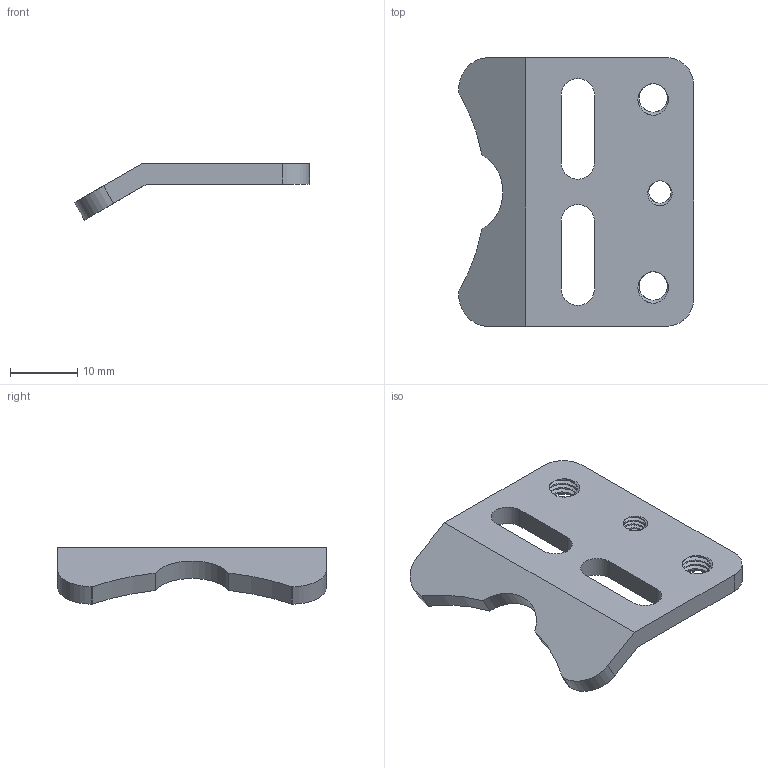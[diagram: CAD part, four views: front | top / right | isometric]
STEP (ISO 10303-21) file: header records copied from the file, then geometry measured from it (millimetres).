
FILE_DESCRIPTION(/* description */ (''),/* implementation_level */ '2;1');
FILE_NAME(/* name */ 'Bloc-Haut-2.step',/* time_stamp */ '2022-01-04T18:35:15+01:00',/* author */ (''),/* organization */ (''),/* preprocessor_version */ 'ST-DEVELOPER v18.1',/* originating_system */ 'Autodesk Translation Framework v10.10.0.1391',/* authorisation */ '');
FILE_SCHEMA (('AUTOMOTIVE_DESIGN { 1 0 10303 214 3 1 1 }'));
Length unit declared in the file: millimetre
Products named in the file (1): Bloc-Haut
Bounding box: 35 x 40 x 8.37 mm (x, y, z)
Volume: 3335 mm3; surface area: 3082.9 mm2
Topology: 1 solids, 1 shells, 61 faces, 177 edges, 118 vertices
Faces by surface type: cylinder 42, plane 13, bspline 6
Full cylindrical faces by diameter (mm): 3.332 x2, 4.109 x1, 4.234 x4, 5.12 x2
Entity records: 4394 total; most frequent: CARTESIAN_POINT 2850, ORIENTED_EDGE 354, DIRECTION 255, EDGE_CURVE 177, VERTEX_POINT 118, AXIS2_PLACEMENT_3D 93, EDGE_LOOP 71, B_SPLINE_CURVE_WITH_KNOTS 71
